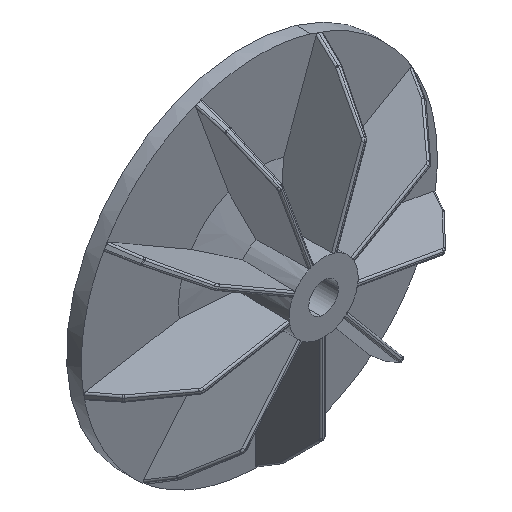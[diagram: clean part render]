
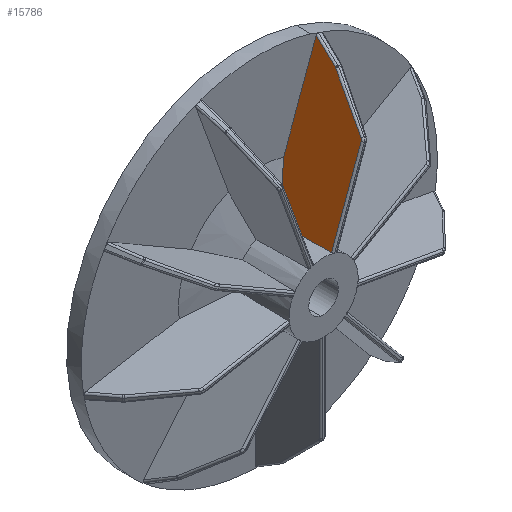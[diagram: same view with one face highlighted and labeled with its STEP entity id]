
A CAD part, isometric view. The second image highlights one B-rep face of the part: STEP entity #15786.
In plain terms, the highlighted planar face has unit normal (-0.94, -0.018, 0.342).
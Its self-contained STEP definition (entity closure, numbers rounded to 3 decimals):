
#7510=CARTESIAN_POINT('POINT142',(8.376,
   9.256,24.502));
#7511=VERTEX_POINT('VERTEX142',#7510);
#7528=CARTESIAN_POINT('POINT143',(8.401,
   9.357,24.578));
#7529=VERTEX_POINT('VERTEX143',#7528);
#7545=B_SPLINE_CURVE_WITH_KNOTS('SPLINE_CRV95',3,(#7546,#7547,#7548,
   #7549,#7550,#7551,#7552,#7553,#7554),.UNSPECIFIED.,.F.,.F.,(4,1,1,1,1
   ,1,4),(0.,0.166,0.333,
   0.5,0.667,0.834,
   1.),.UNSPECIFIED.);
#7546=CARTESIAN_POINT('',(8.376,9.256,
   24.502));
#7547=CARTESIAN_POINT('',(8.377,9.261,
   24.507));
#7548=CARTESIAN_POINT('',(8.381,9.271,
   24.516));
#7549=CARTESIAN_POINT('',(8.385,9.287,
   24.53));
#7550=CARTESIAN_POINT('',(8.39,9.304,
   24.543));
#7551=CARTESIAN_POINT('',(8.394,9.321,
   24.555));
#7552=CARTESIAN_POINT('',(8.398,9.339,
   24.567));
#7553=CARTESIAN_POINT('',(8.4,9.351,
   24.574));
#7554=CARTESIAN_POINT('',(8.401,9.357,
   24.578));
#7555=EDGE_CURVE('EDGE207',#7511,#7529,#7545,.T.);
#7841=CARTESIAN_POINT('POINT144',(6.406,
   3.207,18.782));
#7842=VERTEX_POINT('VERTEX144',#7841);
#7843=CARTESIAN_POINT('POS150',(6.8,
   4.417,19.926));
#7844=DIRECTION('DIR219',(0.23,0.707,
   0.669));
#7845=VECTOR('VEC81',#7844,1.);
#7846=LINE('STRAIGHT81',#7843,#7845);
#7847=EDGE_CURVE('EDGE208',#7842,#7511,#7846,.T.);
#7875=CARTESIAN_POINT('POINT145',(6.281,
   3.052,18.43));
#7876=VERTEX_POINT('VERTEX145',#7875);
#7877=B_SPLINE_CURVE_WITH_KNOTS('SPLINE_CRV97',3,(#7878,#7879,#7880,
   #7881,#7882,#7883,#7884,#7885,#7886),.UNSPECIFIED.,.F.,.F.,(4,1,1,1,1
   ,1,4),(0.,0.166,0.335,
   0.506,0.673,0.838,
   1.),.UNSPECIFIED.);
#7878=CARTESIAN_POINT('',(6.406,3.207,
   18.782));
#7879=CARTESIAN_POINT('',(6.401,3.191,
   18.767));
#7880=CARTESIAN_POINT('',(6.389,3.16,
   18.734));
#7881=CARTESIAN_POINT('',(6.37,3.121,
   18.679));
#7882=CARTESIAN_POINT('',(6.349,3.09,
   18.619));
#7883=CARTESIAN_POINT('',(6.327,3.068,
   18.557));
#7884=CARTESIAN_POINT('',(6.304,3.055,
   18.494));
#7885=CARTESIAN_POINT('',(6.288,3.052,
   18.451));
#7886=CARTESIAN_POINT('',(6.281,3.052,
   18.43));
#7887=EDGE_CURVE('EDGE210',#7876,#7842,#7877,.F.);
#8217=CARTESIAN_POINT('POINT146',(1.518,
   3.052,5.345));
#8218=VERTEX_POINT('VERTEX146',#8217);
#8234=CARTESIAN_POINT('POS152',(2.471,
   3.052,7.962));
#8235=DIRECTION('DIR222',(0.342,0.,
   0.94));
#8236=VECTOR('VEC82',#8235,1.);
#8237=LINE('STRAIGHT82',#8234,#8236);
#8238=EDGE_CURVE('EDGE213',#8218,#7876,#8237,.T.);
#8672=CARTESIAN_POINT('POINT151',(1.38,
   11.252,5.382));
#8673=VERTEX_POINT('VERTEX151',#8672);
#8674=CARTESIAN_POINT('POS158',(0.,
   -19.944,0.));
#8675=DIRECTION('DIR231',(0.94,0.017,
   -0.342));
#8676=DIRECTION('DIR232',(0.016,-1.,
   -0.006));
#8677=AXIS2_PLACEMENT_3D('AXIS74',#8674,#8675,#8676);
#8678=ELLIPSE('ELLIPSE27',#8677,318.366,
   5.556);
#8679=EDGE_CURVE('EDGE221',#8218,#8673,#8678,.F.);
#15733=CARTESIAN_POINT('POINT242',(9.11,13.111
   ,26.716));
#15734=VERTEX_POINT('VERTEX242',#15733);
#15735=CARTESIAN_POINT('POS291',(8.548,
   10.135,25.02));
#15736=DIRECTION('DIR444',(0.162,0.857,
   0.489));
#15737=VECTOR('VEC138',#15736,1.);
#15738=LINE('STRAIGHT138',#15735,#15737);
#15739=EDGE_CURVE('EDGE383',#7529,#15734,#15738,.T.);
#15758=ORIENTED_EDGE('COEDGE667',*,*,#8679,.F.);
#15759=ORIENTED_EDGE('COEDGE668',*,*,#8238,.T.);
#15760=ORIENTED_EDGE('COEDGE669',*,*,#7887,.T.);
#15761=ORIENTED_EDGE('COEDGE670',*,*,#7847,.T.);
#15762=ORIENTED_EDGE('COEDGE671',*,*,#7555,.T.);
#15763=ORIENTED_EDGE('COEDGE672',*,*,#15739,.T.);
#15764=CARTESIAN_POINT('POINT243',(3.897,13.111
   ,12.395));
#15765=VERTEX_POINT('VERTEX243',#15764);
#15766=CARTESIAN_POINT('POS294',(2.334,13.111,
   8.099));
#15767=DIRECTION('DIR449',(0.342,0.,
   0.94));
#15768=VECTOR('VEC139',#15767,1.);
#15769=LINE('STRAIGHT139',#15766,#15768);
#15770=EDGE_CURVE('EDGE385',#15765,#15734,#15769,.T.);
#15771=ORIENTED_EDGE('COEDGE673',*,*,#15770,.F.);
#15772=(BOUNDED_CURVE() B_SPLINE_CURVE(2,(#15773,#15774,#15775,#15776),
   .UNSPECIFIED.,.F.,.F.) B_SPLINE_CURVE_WITH_KNOTS((3,1,3),(
   0.207,0.744,1.17),
   .UNSPECIFIED.) CURVE() GEOMETRIC_REPRESENTATION_ITEM() 
   RATIONAL_B_SPLINE_CURVE((1.374,1.855,
   2.693,3.056)) REPRESENTATION_ITEM(
   'SPLINE_CRV181'));
#15773=CARTESIAN_POINT('',(3.897,13.111,
   12.395));
#15774=CARTESIAN_POINT('',(2.712,12.235,
   9.093));
#15775=CARTESIAN_POINT('',(1.657,11.456,
   6.155));
#15776=CARTESIAN_POINT('',(1.38,11.252,
   5.382));
#15777=EDGE_CURVE('EDGE386',#8673,#15765,#15772,.F.);
#15778=ORIENTED_EDGE('COEDGE674',*,*,#15777,.F.);
#15779=EDGE_LOOP('NONE',(#15758,#15759,#15760,#15761,#15762,#15763,
   #15771,#15778));
#15780=FACE_BOUND('LOOP1',#15779,.T.);
#15781=CARTESIAN_POINT('POS295',(5.294,
   7.952,15.969));
#15782=DIRECTION('DIR450',(-0.94,-0.017
   ,0.342));
#15783=DIRECTION('DIR451',(0.342,-0.048,
   0.938));
#15784=AXIS2_PLACEMENT_3D('AXIS156',#15781,#15782,#15783);
#15785=PLANE('PLANE25',#15784);
#15786=ADVANCED_FACE('FACE145',(#15780),#15785,.T.);
